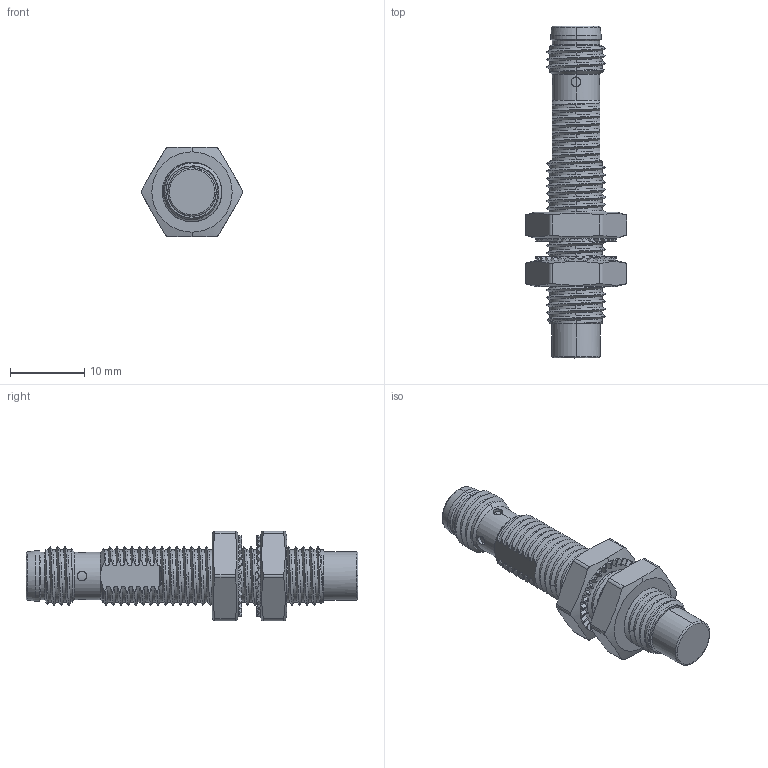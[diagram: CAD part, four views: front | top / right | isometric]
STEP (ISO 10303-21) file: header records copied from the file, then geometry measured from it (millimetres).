
FILE_DESCRIPTION(/* description */ (''),/* implementation_level */ '2;1');
FILE_NAME(/* name */ 'ELCO_Ni4-G08-CD6L-Q8.stp',/* time_stamp */ '2025-12-19T10:39:30+08:00',/* author */ (''),/* organization */ (''),/* preprocessor_version */ 'ST-DEVELOPER v16',/* originating_system */ 'SIEMENS PLM Software NX 10.0',/* authorisation */ '');
FILE_SCHEMA (('AUTOMOTIVE_DESIGN { 1 0 10303 214 3 1 1 1 }'));
Length unit declared in the file: millimetre
Products named in the file (1): Admi64A0C12Chs2r
Bounding box: 13.7 x 44.6 x 12 mm (x, y, z)
Volume: 2187.7 mm3; surface area: 2773 mm2
Topology: 3 solids, 4 shells, 661 faces, 1877 edges, 1218 vertices
Faces by surface type: cylinder 310, plane 265, bspline 48, cone 28, sphere 6, torus 4
Entity records: 32665 total; most frequent: CARTESIAN_POINT 17197, ORIENTED_EDGE 3730, DIRECTION 2559, EDGE_CURVE 1865, VERTEX_POINT 1218, AXIS2_PLACEMENT_3D 889, LINE 781, VECTOR 781
